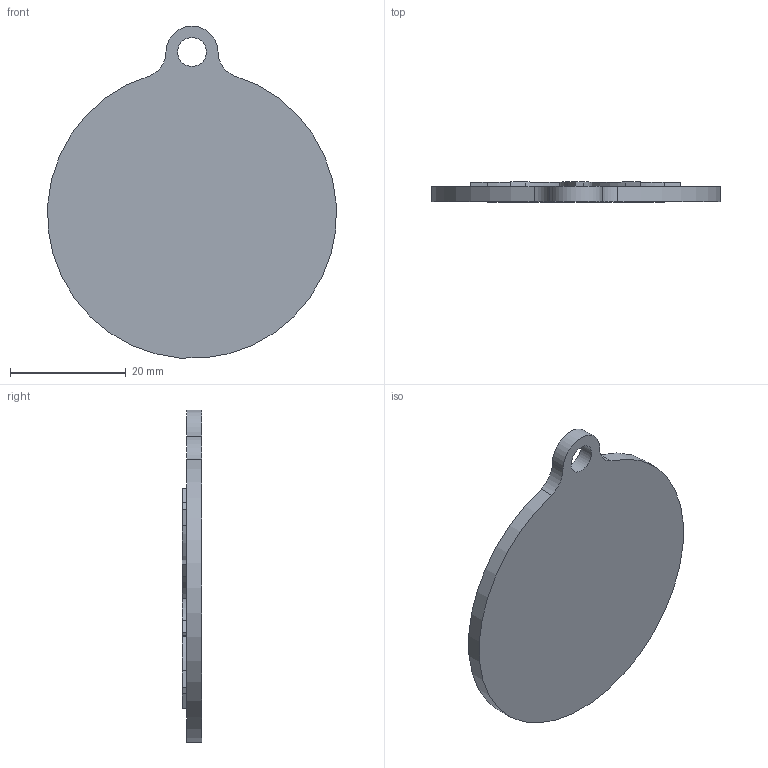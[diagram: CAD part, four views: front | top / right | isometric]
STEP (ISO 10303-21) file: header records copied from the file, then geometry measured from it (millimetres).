
FILE_DESCRIPTION(/* description */ ('','CAx-IF Rec.Pracs.---Representation and Presentation of Product Manufacturing Information (PMI)---4.0---2014-10-13'),/* implementation_level */ '2;1');
FILE_NAME(/* name */ 'NFC Keychain.step',/* time_stamp */ '2024-12-28T23:48:37+05:30',/* author */ (''),/* organization */ (''),/* preprocessor_version */ 'ST-DEVELOPER v20',/* originating_system */ 'Autodesk Translation Framework v13.20.0.188',/* authorisation */ '');
FILE_SCHEMA (('AP242_MANAGED_MODEL_BASED_3D_ENGINEERING_MIM_LF { 1 0 10303 442 1 1 4 }'));
Length unit declared in the file: millimetre
Products named in the file (1): NFC Keychain
Bounding box: 49.88 x 3.4 x 57.41 mm (x, y, z)
Volume: 5551.4 mm3; surface area: 7049.7 mm2
Topology: 2 solids, 3 shells, 52 faces, 138 edges, 92 vertices
Faces by surface type: plane 26, bspline 20, cylinder 6
Full cylindrical faces by diameter (mm): 5 x1, 25.4 x1
Entity records: 1702 total; most frequent: CARTESIAN_POINT 543, ORIENTED_EDGE 276, DIRECTION 176, EDGE_CURVE 138, VERTEX_POINT 92, LINE 86, VECTOR 86, EDGE_LOOP 54
